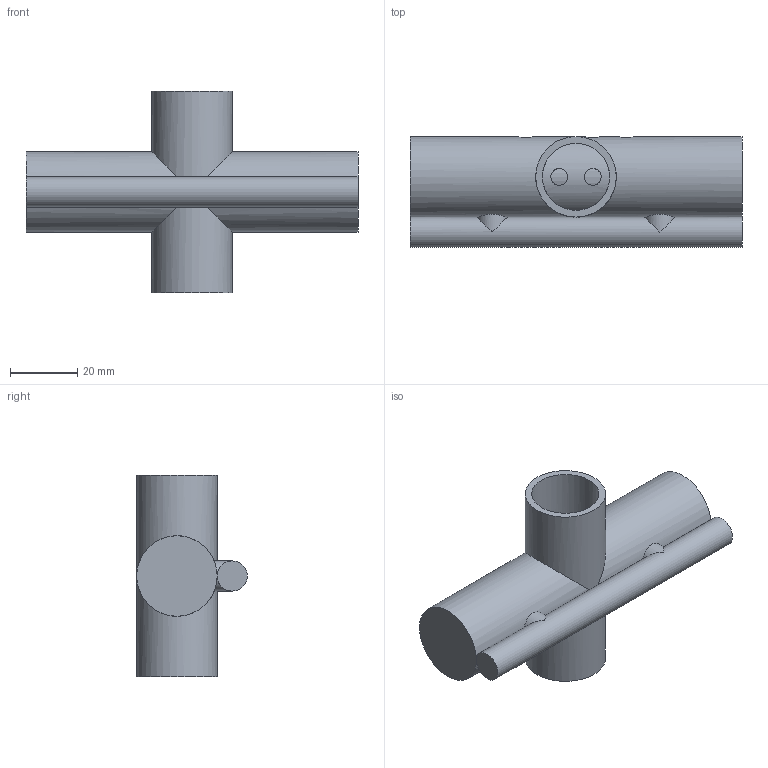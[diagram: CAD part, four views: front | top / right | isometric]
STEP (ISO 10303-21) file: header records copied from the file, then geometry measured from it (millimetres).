
FILE_DESCRIPTION(/* description */ (''),/* implementation_level */ '2;1');
FILE_NAME(/* name */ 'Timer v4.step',/* time_stamp */ '2020-03-24T22:48:47-07:00',/* author */ (''),/* organization */ (''),/* preprocessor_version */ 'ST-DEVELOPER v18',/* originating_system */ 'Autodesk Translation Framework v8.12.0.6',/* authorisation */ '');
FILE_SCHEMA (('AUTOMOTIVE_DESIGN { 1 0 10303 214 3 1 1 }'));
Length unit declared in the file: millimetre
Products named in the file (3): Timer; Cylinder; Piston
Assembly tree (2 placements, depth 2):
  Timer
    Cylinder
    Piston
Bounding box: 99 x 33 x 60 mm (x, y, z)
Volume: 44927.6 mm3; surface area: 31835.9 mm2
Topology: 2 solids, 2 shells, 61 faces, 167 edges, 107 vertices
Faces by surface type: cylinder 40, plane 21
Full cylindrical faces by diameter (mm): 5 x13, 9 x1, 14 x1, 20 x7, 24 x2
Entity records: 3202 total; most frequent: CARTESIAN_POINT 1573, ORIENTED_EDGE 334, DIRECTION 310, EDGE_CURVE 167, AXIS2_PLACEMENT_3D 135, VERTEX_POINT 107, EDGE_LOOP 85, FACE_OUTER_BOUND 61
